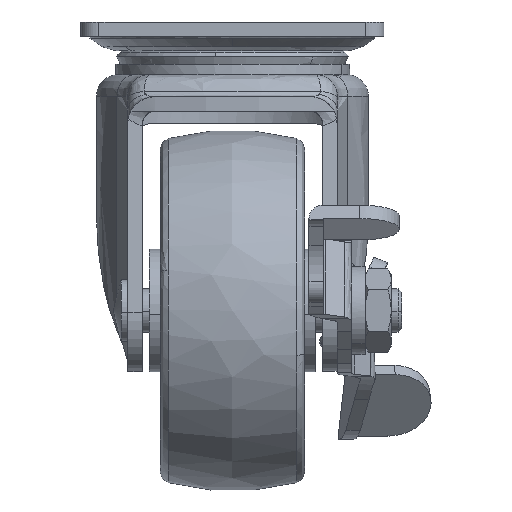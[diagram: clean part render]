
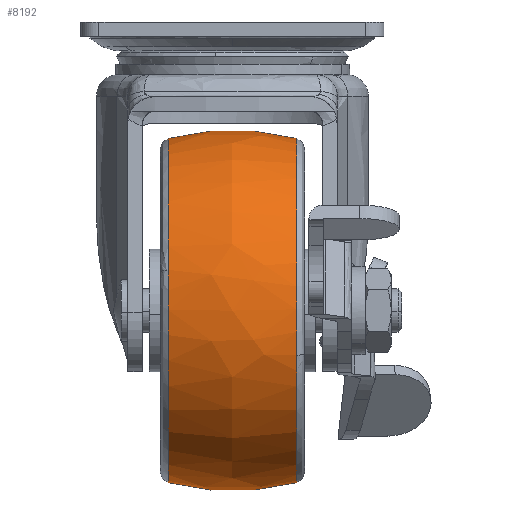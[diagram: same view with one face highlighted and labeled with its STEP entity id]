
A CAD part, left-side view. The second image highlights one B-rep face of the part: STEP entity #8192.
In plain terms, the highlighted free-form (B-spline) face has degree [2, 2] with [5, 7] control points.
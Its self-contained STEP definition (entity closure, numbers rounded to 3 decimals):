
#7392=CARTESIAN_POINT('',(-19.0,8.881,-63.855));
#7393=VERTEX_POINT('',#7392);
#7407=CARTESIAN_POINT('',(-42.178,8.881,-34.359));
#7408=VERTEX_POINT('',#7407);
#7409=CARTESIAN_POINT('',(-19.0,8.881,-63.855));
#7410=CARTESIAN_POINT('',(-42.855,8.881,-63.855));
#7411=CARTESIAN_POINT('',(-42.855,8.881,-40.));
#7412=CARTESIAN_POINT('',(-42.855,8.881,-37.139));
#7413=CARTESIAN_POINT('',(-42.178,8.881,-34.359));
#7421=(BOUNDED_CURVE()B_SPLINE_CURVE(2,(#7409,#7410,#7411,#7412,#7413),.UNSPECIFIED.,.F.,.U.)B_SPLINE_CURVE_WITH_KNOTS((3,2,3),(0.5,0.75,0.79),.UNSPECIFIED.)CURVE()GEOMETRIC_REPRESENTATION_ITEM()RATIONAL_B_SPLINE_CURVE((1.0,0.707,1.0,0.953,0.921))REPRESENTATION_ITEM(''));
#7422=EDGE_CURVE('',#7393,#7408,#7421,.T.);
#7516=CARTESIAN_POINT('',(-19.0,8.881,-16.146));
#7517=VERTEX_POINT('',#7516);
#7565=CARTESIAN_POINT('',(-42.178,8.881,-34.359));
#7566=CARTESIAN_POINT('',(-37.745,8.881,-16.146));
#7567=CARTESIAN_POINT('',(-19.0,8.881,-16.146));
#7575=(BOUNDED_CURVE()B_SPLINE_CURVE(2,(#7565,#7566,#7567),.UNSPECIFIED.,.F.,.U.)B_SPLINE_CURVE_WITH_KNOTS((3,3),(0.79,1.0),.UNSPECIFIED.)CURVE()GEOMETRIC_REPRESENTATION_ITEM()RATIONAL_B_SPLINE_CURVE((0.921,0.754,1.0))REPRESENTATION_ITEM(''));
#7576=EDGE_CURVE('',#7408,#7517,#7575,.T.);
#8054=CARTESIAN_POINT('',(-19.0,-8.881,-16.146));
#8055=VERTEX_POINT('',#8054);
#8056=CARTESIAN_POINT('',(-19.0,8.881,-16.146));
#8057=CARTESIAN_POINT('',(-19.,7.116,-15.683));
#8058=CARTESIAN_POINT('',(-19.,4.024,-15.126));
#8059=CARTESIAN_POINT('',(-19.,-0.141,-14.942));
#8060=CARTESIAN_POINT('',(-19.,-4.301,-15.176));
#8061=CARTESIAN_POINT('',(-19.,-7.116,-15.683));
#8062=CARTESIAN_POINT('',(-19.0,-8.881,-16.146));
#8063=B_SPLINE_CURVE_WITH_KNOTS('',3,(#8056,#8057,#8058,#8059,#8060,#8061,#8062),.UNSPECIFIED.,.F.,.U.,(4,1,1,1,4),(0.,5.471,9.4,12.486,17.958),.UNSPECIFIED.);
#8064=EDGE_CURVE('',#7517,#8055,#8063,.T.);
#8081=CARTESIAN_POINT('',(-19.0,-8.881,-63.855));
#8082=VERTEX_POINT('',#8081);
#8098=CARTESIAN_POINT('',(-19.0,8.881,-63.855));
#8099=CARTESIAN_POINT('',(-19.0,7.524,-64.211));
#8100=CARTESIAN_POINT('',(-19.,4.859,-64.741));
#8101=CARTESIAN_POINT('',(-19.,0.33,-65.105));
#8102=CARTESIAN_POINT('',(-19.,-4.26,-64.857));
#8103=CARTESIAN_POINT('',(-19.,-7.478,-64.223));
#8104=CARTESIAN_POINT('',(-19.0,-8.881,-63.855));
#8105=B_SPLINE_CURVE_WITH_KNOTS('',3,(#8098,#8099,#8100,#8101,#8102,#8103,#8104),.UNSPECIFIED.,.F.,.U.,(4,1,1,1,4),(0.,4.209,8.137,13.608,17.958),.UNSPECIFIED.);
#8106=EDGE_CURVE('',#7393,#8082,#8105,.T.);
#8113=CARTESIAN_POINT('',(-18.34,9.774,-63.608));
#8114=CARTESIAN_POINT('',(-18.301,4.986,-65.));
#8115=CARTESIAN_POINT('',(-18.301,0.,-65.));
#8116=CARTESIAN_POINT('',(-18.301,-4.986,-65.));
#8117=CARTESIAN_POINT('',(-18.34,-9.774,-63.608));
#8118=CARTESIAN_POINT('',(-18.668,9.774,-63.608));
#8119=CARTESIAN_POINT('',(-18.649,4.986,-65.));
#8120=CARTESIAN_POINT('',(-18.649,0.,-65.));
#8121=CARTESIAN_POINT('',(-18.649,-4.986,-65.));
#8122=CARTESIAN_POINT('',(-18.668,-9.774,-63.608));
#8123=CARTESIAN_POINT('',(-42.607,9.774,-63.608));
#8124=CARTESIAN_POINT('',(-44.,4.986,-65.));
#8125=CARTESIAN_POINT('',(-44.,0.,-65.));
#8126=CARTESIAN_POINT('',(-44.0,-4.986,-65.));
#8127=CARTESIAN_POINT('',(-42.607,-9.774,-63.608));
#8128=CARTESIAN_POINT('',(-42.607,9.774,-40.));
#8129=CARTESIAN_POINT('',(-44.0,4.986,-40.));
#8130=CARTESIAN_POINT('',(-44.0,0.,-40.));
#8131=CARTESIAN_POINT('',(-44.,-4.986,-40.));
#8132=CARTESIAN_POINT('',(-42.607,-9.774,-40.));
#8133=CARTESIAN_POINT('',(-42.607,9.774,-16.393));
#8134=CARTESIAN_POINT('',(-44.,4.986,-15.));
#8135=CARTESIAN_POINT('',(-44.,0.,-15.));
#8136=CARTESIAN_POINT('',(-44.0,-4.986,-15.));
#8137=CARTESIAN_POINT('',(-42.607,-9.774,-16.393));
#8138=CARTESIAN_POINT('',(-18.668,9.774,-16.393));
#8139=CARTESIAN_POINT('',(-18.649,4.986,-15.));
#8140=CARTESIAN_POINT('',(-18.649,0.,-15.));
#8141=CARTESIAN_POINT('',(-18.649,-4.986,-15.));
#8142=CARTESIAN_POINT('',(-18.668,-9.774,-16.393));
#8143=CARTESIAN_POINT('',(-18.34,9.774,-16.393));
#8144=CARTESIAN_POINT('',(-18.301,4.986,-15.));
#8145=CARTESIAN_POINT('',(-18.301,0.,-15.));
#8146=CARTESIAN_POINT('',(-18.301,-4.986,-15.));
#8147=CARTESIAN_POINT('',(-18.34,-9.774,-16.393));
#8155=(BOUNDED_SURFACE()B_SPLINE_SURFACE(2,2,((#8113,#8118,#8123,#8128,#8133,#8138,#8143),(#8114,#8119,#8124,#8129,#8134,#8139,#8144),(#8115,#8120,#8125,#8130,#8135,#8140,#8145),(#8116,#8121,#8126,#8131,#8136,#8141,#8146),(#8117,#8122,#8127,#8132,#8137,#8142,#8147)),.UNSPECIFIED.,.F.,.F.,.U.)B_SPLINE_SURFACE_WITH_KNOTS((3,2,3),(3,1,2,1,3),(0.0,10.236,20.473),(0.0,0.828,42.25,83.671,84.5),.UNSPECIFIED.)GEOMETRIC_REPRESENTATION_ITEM()RATIONAL_B_SPLINE_SURFACE(((0.941,0.936,0.658,0.93,0.658,0.936,0.941),(0.966,0.96,0.675,0.955,0.675,0.96,0.966),(1.012,1.006,0.707,1.0,0.707,1.006,1.012),(0.966,0.96,0.675,0.955,0.675,0.96,0.966),(0.941,0.936,0.658,0.93,0.658,0.936,0.941)))REPRESENTATION_ITEM('')SURFACE());
#8156=ORIENTED_EDGE('',*,*,#8064,.F.);
#8157=ORIENTED_EDGE('',*,*,#7576,.F.);
#8158=ORIENTED_EDGE('',*,*,#7422,.F.);
#8159=ORIENTED_EDGE('',*,*,#8106,.T.);
#8160=CARTESIAN_POINT('',(-42.029,-8.881,-46.223));
#8161=VERTEX_POINT('',#8160);
#8162=CARTESIAN_POINT('',(-19.0,-8.881,-63.855));
#8163=CARTESIAN_POINT('',(-37.265,-8.881,-63.855));
#8164=CARTESIAN_POINT('',(-42.029,-8.881,-46.223));
#8172=(BOUNDED_CURVE()B_SPLINE_CURVE(2,(#8162,#8163,#8164),.UNSPECIFIED.,.F.,.U.)B_SPLINE_CURVE_WITH_KNOTS((3,3),(0.5,0.706),.UNSPECIFIED.)CURVE()GEOMETRIC_REPRESENTATION_ITEM()RATIONAL_B_SPLINE_CURVE((1.0,0.759,0.914))REPRESENTATION_ITEM(''));
#8173=EDGE_CURVE('',#8082,#8161,#8172,.T.);
#8174=ORIENTED_EDGE('',*,*,#8173,.T.);
#8175=CARTESIAN_POINT('',(-42.029,-8.881,-46.223));
#8176=CARTESIAN_POINT('',(-42.855,-8.881,-43.166));
#8177=CARTESIAN_POINT('',(-42.855,-8.881,-40.));
#8178=CARTESIAN_POINT('',(-42.855,-8.881,-16.146));
#8179=CARTESIAN_POINT('',(-19.0,-8.881,-16.146));
#8187=(BOUNDED_CURVE()B_SPLINE_CURVE(2,(#8175,#8176,#8177,#8178,#8179),.UNSPECIFIED.,.F.,.U.)B_SPLINE_CURVE_WITH_KNOTS((3,2,3),(0.706,0.75,1.0),.UNSPECIFIED.)CURVE()GEOMETRIC_REPRESENTATION_ITEM()RATIONAL_B_SPLINE_CURVE((0.914,0.948,1.0,0.707,1.0))REPRESENTATION_ITEM(''));
#8188=EDGE_CURVE('',#8161,#8055,#8187,.T.);
#8189=ORIENTED_EDGE('',*,*,#8188,.T.);
#8190=EDGE_LOOP('',(#8156,#8157,#8158,#8159,#8174,#8189));
#8191=FACE_OUTER_BOUND('',#8190,.T.);
#8192=ADVANCED_FACE('',(#8191),#8155,.T.);
